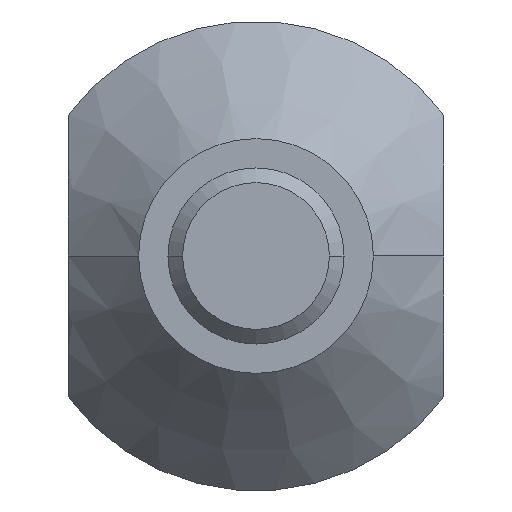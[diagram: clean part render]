
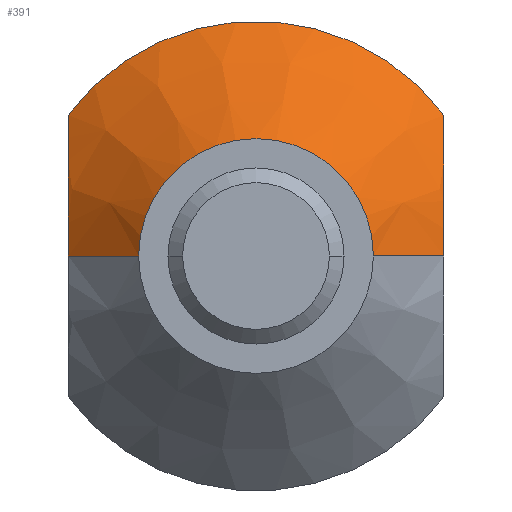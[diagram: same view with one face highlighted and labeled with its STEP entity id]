
A CAD part, front view. The second image highlights one B-rep face of the part: STEP entity #391.
In plain terms, the highlighted conical face has half-angle 45 degrees and reference radius 4 mm.
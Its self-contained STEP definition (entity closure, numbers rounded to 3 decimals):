
#2 = DIRECTION ( 'NONE',  ( 0.707, 0.707, 0. ) ) ;
#6 = B_SPLINE_CURVE_WITH_KNOTS ( 'NONE', 3,
 ( #87, #63, #58, #373, #54, #182, #221, #7 ),
 .UNSPECIFIED., .F., .F.,
 ( 4, 2, 2, 4 ),
 ( 0.025, 0.028, 0.029, 0.03 ),
 .UNSPECIFIED. ) ;
#7 = CARTESIAN_POINT ( 'NONE',  ( 6.4, 96.4, 0. ) ) ;
#9 = CIRCLE ( 'NONE', #19, 4. ) ;
#13 = CARTESIAN_POINT ( 'NONE',  ( -4., 94., 0. ) ) ;
#15 = DIRECTION ( 'NONE',  ( -0.707, 0.707, 0. ) ) ;
#19 = AXIS2_PLACEMENT_3D ( 'NONE', #136, #402, #396 ) ;
#26 = ORIENTED_EDGE ( 'NONE', *, *, #69, .F. ) ;
#29 = ORIENTED_EDGE ( 'NONE', *, *, #247, .T. ) ;
#36 = EDGE_CURVE ( 'NONE', #407, #180, #6, .T. ) ;
#48 = AXIS2_PLACEMENT_3D ( 'NONE', #149, #275, #372 ) ;
#54 = CARTESIAN_POINT ( 'NONE',  ( 6.4, 96.608, 1.697 ) ) ;
#58 = CARTESIAN_POINT ( 'NONE',  ( 6.4, 97.172, 3.323 ) ) ;
#61 = EDGE_CURVE ( 'NONE', #76, #180, #130, .T. ) ;
#63 = CARTESIAN_POINT ( 'NONE',  ( 6.4, 97.564, 4.073 ) ) ;
#66 = CARTESIAN_POINT ( 'NONE',  ( -6.4, 96.727, 2.106 ) ) ;
#68 = CARTESIAN_POINT ( 'NONE',  ( -6.4, 96.608, 1.697 ) ) ;
#69 = EDGE_CURVE ( 'NONE', #174, #407, #139, .T. ) ;
#76 = VERTEX_POINT ( 'NONE', #355 ) ;
#77 = CARTESIAN_POINT ( 'NONE',  ( -6.4, 98., 4.8 ) ) ;
#87 = CARTESIAN_POINT ( 'NONE',  ( 6.4, 98., 4.8 ) ) ;
#98 = CARTESIAN_POINT ( 'NONE',  ( -6.4, 96.485, 1.067 ) ) ;
#106 = AXIS2_PLACEMENT_3D ( 'NONE', #124, #125, #190 ) ;
#118 = EDGE_CURVE ( 'NONE', #416, #174, #400, .T. ) ;
#124 = CARTESIAN_POINT ( 'NONE',  ( 0., 98., 0. ) ) ;
#125 = DIRECTION ( 'NONE',  ( 0., 1., 0. ) ) ;
#128 = CARTESIAN_POINT ( 'NONE',  ( -6.4, 97.019, 2.907 ) ) ;
#130 = LINE ( 'NONE', #250, #387 ) ;
#136 = CARTESIAN_POINT ( 'NONE',  ( 0., 94., 0. ) ) ;
#139 = CIRCLE ( 'NONE', #106, 8. ) ;
#149 = CARTESIAN_POINT ( 'NONE',  ( 0., 94., 0. ) ) ;
#150 = ORIENTED_EDGE ( 'NONE', *, *, #36, .F. ) ;
#174 = VERTEX_POINT ( 'NONE', #77 ) ;
#175 = EDGE_CURVE ( 'NONE', #242, #416, #301, .T. ) ;
#180 = VERTEX_POINT ( 'NONE', #397 ) ;
#182 = CARTESIAN_POINT ( 'NONE',  ( 6.4, 96.443, 0.853 ) ) ;
#187 = CARTESIAN_POINT ( 'NONE',  ( -6.4, 97.194, 3.302 ) ) ;
#190 = DIRECTION ( 'NONE',  ( -1., 0., 0. ) ) ;
#194 = CARTESIAN_POINT ( 'NONE',  ( -6.4, 96.411, 0.425 ) ) ;
#214 = CARTESIAN_POINT ( 'NONE',  ( -6.4, 96.4, 0. ) ) ;
#221 = CARTESIAN_POINT ( 'NONE',  ( 6.4, 96.4, 0.428 ) ) ;
#222 = CARTESIAN_POINT ( 'NONE',  ( -6.4, 97.782, 4.437 ) ) ;
#224 = VECTOR ( 'NONE', #15, 1000. ) ;
#240 = CARTESIAN_POINT ( 'NONE',  ( 6.4, 98., 4.8 ) ) ;
#242 = VERTEX_POINT ( 'NONE', #13 ) ;
#247 = EDGE_CURVE ( 'NONE', #242, #76, #9, .T. ) ;
#250 = CARTESIAN_POINT ( 'NONE',  ( 4., 94., 0. ) ) ;
#255 = CARTESIAN_POINT ( 'NONE',  ( -6.4, 96.4, 0. ) ) ;
#257 = CONICAL_SURFACE ( 'NONE', #48, 4., 0.785 ) ;
#275 = DIRECTION ( 'NONE',  ( 0., 1., 0. ) ) ;
#293 = CARTESIAN_POINT ( 'NONE',  ( -4., 94., 0. ) ) ;
#301 = LINE ( 'NONE', #293, #224 ) ;
#313 = EDGE_LOOP ( 'NONE', ( #29, #413, #150, #26, #403, #374 ) ) ;
#319 = CARTESIAN_POINT ( 'NONE',  ( -6.4, 98., 4.8 ) ) ;
#337 = FACE_OUTER_BOUND ( 'NONE', #313, .T. ) ;
#350 = CARTESIAN_POINT ( 'NONE',  ( -6.4, 96.4, 0.212 ) ) ;
#355 = CARTESIAN_POINT ( 'NONE',  ( 4., 94., 0. ) ) ;
#372 = DIRECTION ( 'NONE',  ( -1., 0., 0. ) ) ;
#373 = CARTESIAN_POINT ( 'NONE',  ( 6.4, 96.731, 2.118 ) ) ;
#374 = ORIENTED_EDGE ( 'NONE', *, *, #175, .F. ) ;
#387 = VECTOR ( 'NONE', #2, 1000. ) ;
#391 = ADVANCED_FACE ( 'NONE', ( #337 ), #257, .T. ) ;
#392 = CARTESIAN_POINT ( 'NONE',  ( -6.4, 97.575, 4.067 ) ) ;
#394 = CARTESIAN_POINT ( 'NONE',  ( -6.4, 96.453, 0.853 ) ) ;
#396 = DIRECTION ( 'NONE',  ( -1., 0., 0. ) ) ;
#397 = CARTESIAN_POINT ( 'NONE',  ( 6.4, 96.4, 0. ) ) ;
#400 = B_SPLINE_CURVE_WITH_KNOTS ( 'NONE', 3,
 ( #255, #350, #194, #394, #98, #68, #66, #128, #187, #392, #222, #319 ),
 .UNSPECIFIED., .F., .F.,
 ( 4, 2, 2, 2, 2, 4 ),
 ( 0.03, 0.031, 0.031, 0.033, 0.034, 0.035 ),
 .UNSPECIFIED. ) ;
#402 = DIRECTION ( 'NONE',  ( 0., 1., 0. ) ) ;
#403 = ORIENTED_EDGE ( 'NONE', *, *, #118, .F. ) ;
#407 = VERTEX_POINT ( 'NONE', #240 ) ;
#413 = ORIENTED_EDGE ( 'NONE', *, *, #61, .T. ) ;
#416 = VERTEX_POINT ( 'NONE', #214 ) ;
